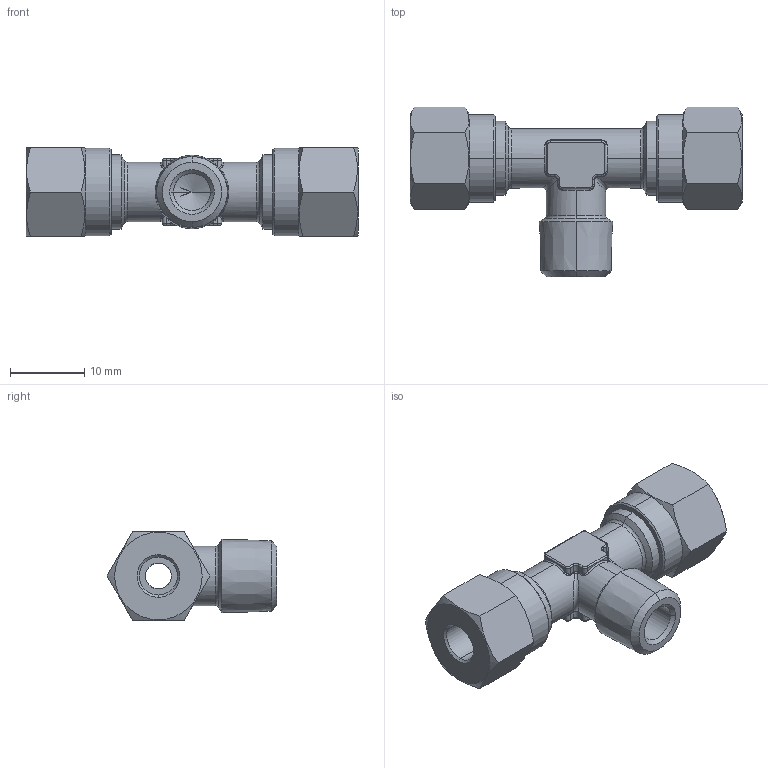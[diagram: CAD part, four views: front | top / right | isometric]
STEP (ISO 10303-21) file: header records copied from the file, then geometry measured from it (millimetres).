
FILE_DESCRIPTION (( 'STEP AP203' ), '1' );
FILE_NAME ('03090021.STEP', '2011-11-02T08:47:14', ( '' ), ( 'sopra-pneumatic' ), 'SwSTEP 2.0', 'SolidWorks 2011', '' );
FILE_SCHEMA (( 'CONFIG_CONTROL_DESIGN' ));
Length unit declared in the file: millimetre
Products named in the file (1): 03090021
Bounding box: 44.81 x 22.93 x 12 mm (x, y, z)
Volume: 3774.4 mm3; surface area: 3066 mm2
Topology: 1 solids, 1 shells, 186 faces, 438 edges, 255 vertices
Faces by surface type: cylinder 65, plane 37, cone 30, torus 28, bspline 26
Entity records: 6131 total; most frequent: CARTESIAN_POINT 1960, ORIENTED_EDGE 872, DIRECTION 858, EDGE_CURVE 436, AXIS2_PLACEMENT_3D 353, VERTEX_POINT 255, EDGE_LOOP 193, CIRCLE 192
